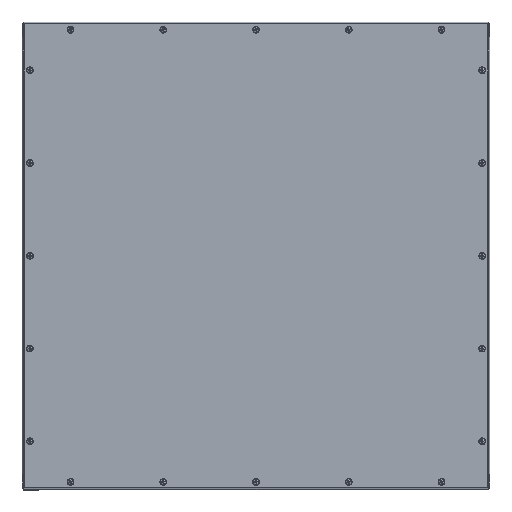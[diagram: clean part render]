
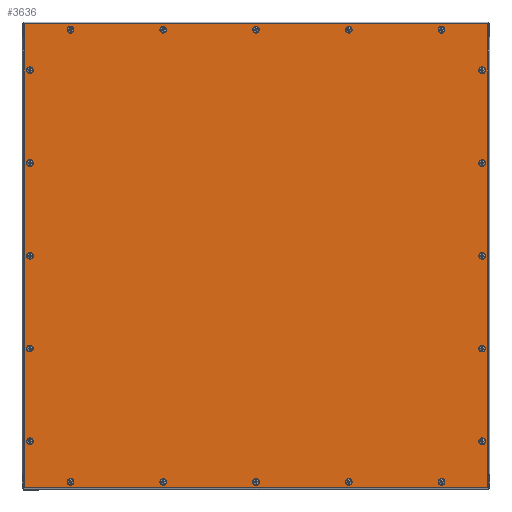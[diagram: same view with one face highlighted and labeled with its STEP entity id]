
A CAD part, top view. The second image highlights one B-rep face of the part: STEP entity #3636.
In plain terms, the highlighted planar face has unit normal (0, 0, 1).
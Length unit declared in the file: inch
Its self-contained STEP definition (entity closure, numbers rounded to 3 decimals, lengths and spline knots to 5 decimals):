
#429=LINE($,#5549,#657);
#433=LINE($,#5557,#661);
#436=LINE($,#5563,#664);
#439=LINE($,#5568,#667);
#657=VECTOR($,#4413,30.);
#661=VECTOR($,#4419,30.);
#664=VECTOR($,#4424,30.);
#667=VECTOR($,#4429,30.);
#890=PLANE($,#3891);
#1036=FACE_BOUND($,#1396,.T.);
#1037=FACE_BOUND($,#1397,.T.);
#1038=FACE_BOUND($,#1398,.T.);
#1039=FACE_BOUND($,#1399,.T.);
#1040=FACE_BOUND($,#1400,.T.);
#1041=FACE_BOUND($,#1401,.T.);
#1042=FACE_BOUND($,#1402,.T.);
#1043=FACE_BOUND($,#1403,.T.);
#1044=FACE_BOUND($,#1404,.T.);
#1045=FACE_BOUND($,#1405,.T.);
#1046=FACE_BOUND($,#1406,.T.);
#1047=FACE_BOUND($,#1407,.T.);
#1048=FACE_BOUND($,#1408,.T.);
#1049=FACE_BOUND($,#1409,.T.);
#1050=FACE_BOUND($,#1410,.T.);
#1051=FACE_BOUND($,#1411,.T.);
#1052=FACE_BOUND($,#1412,.T.);
#1053=FACE_BOUND($,#1413,.T.);
#1054=FACE_BOUND($,#1414,.T.);
#1055=FACE_BOUND($,#1415,.T.);
#1056=FACE_BOUND($,#1416,.T.);
#1396=EDGE_LOOP($,(#2647));
#1397=EDGE_LOOP($,(#2648));
#1398=EDGE_LOOP($,(#2649));
#1399=EDGE_LOOP($,(#2650));
#1400=EDGE_LOOP($,(#2651));
#1401=EDGE_LOOP($,(#2652));
#1402=EDGE_LOOP($,(#2653));
#1403=EDGE_LOOP($,(#2654));
#1404=EDGE_LOOP($,(#2655));
#1405=EDGE_LOOP($,(#2656));
#1406=EDGE_LOOP($,(#2657));
#1407=EDGE_LOOP($,(#2658));
#1408=EDGE_LOOP($,(#2659));
#1409=EDGE_LOOP($,(#2660));
#1410=EDGE_LOOP($,(#2661));
#1411=EDGE_LOOP($,(#2662));
#1412=EDGE_LOOP($,(#2663));
#1413=EDGE_LOOP($,(#2664));
#1414=EDGE_LOOP($,(#2665));
#1415=EDGE_LOOP($,(#2666));
#1416=EDGE_LOOP($,(#2667,#2668,#2669,#2670));
#1668=CIRCLE($,#3828,0.1405);
#1670=CIRCLE($,#3831,0.1405);
#1672=CIRCLE($,#3834,0.1405);
#1674=CIRCLE($,#3837,0.1405);
#1676=CIRCLE($,#3840,0.1405);
#1678=CIRCLE($,#3843,0.1405);
#1680=CIRCLE($,#3846,0.1405);
#1682=CIRCLE($,#3849,0.1405);
#1684=CIRCLE($,#3852,0.1405);
#1686=CIRCLE($,#3855,0.1405);
#1688=CIRCLE($,#3858,0.1405);
#1690=CIRCLE($,#3861,0.1405);
#1692=CIRCLE($,#3864,0.1405);
#1694=CIRCLE($,#3867,0.1405);
#1696=CIRCLE($,#3870,0.1405);
#1698=CIRCLE($,#3873,0.1405);
#1700=CIRCLE($,#3876,0.1405);
#1702=CIRCLE($,#3879,0.1405);
#1704=CIRCLE($,#3882,0.1405);
#1706=CIRCLE($,#3885,0.1405);
#1838=VERTEX_POINT($,#5449);
#1840=VERTEX_POINT($,#5454);
#1842=VERTEX_POINT($,#5459);
#1844=VERTEX_POINT($,#5464);
#1846=VERTEX_POINT($,#5469);
#1848=VERTEX_POINT($,#5474);
#1850=VERTEX_POINT($,#5479);
#1852=VERTEX_POINT($,#5484);
#1854=VERTEX_POINT($,#5489);
#1856=VERTEX_POINT($,#5494);
#1858=VERTEX_POINT($,#5499);
#1860=VERTEX_POINT($,#5504);
#1862=VERTEX_POINT($,#5509);
#1864=VERTEX_POINT($,#5514);
#1866=VERTEX_POINT($,#5519);
#1868=VERTEX_POINT($,#5524);
#1870=VERTEX_POINT($,#5529);
#1872=VERTEX_POINT($,#5534);
#1874=VERTEX_POINT($,#5539);
#1876=VERTEX_POINT($,#5544);
#1877=VERTEX_POINT($,#5547);
#1878=VERTEX_POINT($,#5548);
#1881=VERTEX_POINT($,#5556);
#1883=VERTEX_POINT($,#5562);
#2142=EDGE_CURVE($,#1838,#1838,#1668,.T.);
#2144=EDGE_CURVE($,#1840,#1840,#1670,.T.);
#2146=EDGE_CURVE($,#1842,#1842,#1672,.T.);
#2148=EDGE_CURVE($,#1844,#1844,#1674,.T.);
#2150=EDGE_CURVE($,#1846,#1846,#1676,.T.);
#2152=EDGE_CURVE($,#1848,#1848,#1678,.T.);
#2154=EDGE_CURVE($,#1850,#1850,#1680,.T.);
#2156=EDGE_CURVE($,#1852,#1852,#1682,.T.);
#2158=EDGE_CURVE($,#1854,#1854,#1684,.T.);
#2160=EDGE_CURVE($,#1856,#1856,#1686,.T.);
#2162=EDGE_CURVE($,#1858,#1858,#1688,.T.);
#2164=EDGE_CURVE($,#1860,#1860,#1690,.T.);
#2166=EDGE_CURVE($,#1862,#1862,#1692,.T.);
#2168=EDGE_CURVE($,#1864,#1864,#1694,.T.);
#2170=EDGE_CURVE($,#1866,#1866,#1696,.T.);
#2172=EDGE_CURVE($,#1868,#1868,#1698,.T.);
#2174=EDGE_CURVE($,#1870,#1870,#1700,.T.);
#2176=EDGE_CURVE($,#1872,#1872,#1702,.T.);
#2178=EDGE_CURVE($,#1874,#1874,#1704,.T.);
#2180=EDGE_CURVE($,#1876,#1876,#1706,.T.);
#2181=EDGE_CURVE($,#1877,#1878,#429,.T.);
#2185=EDGE_CURVE($,#1878,#1881,#433,.T.);
#2188=EDGE_CURVE($,#1881,#1883,#436,.T.);
#2191=EDGE_CURVE($,#1883,#1877,#439,.T.);
#2647=ORIENTED_EDGE($,*,*,#2142,.T.);
#2648=ORIENTED_EDGE($,*,*,#2144,.T.);
#2649=ORIENTED_EDGE($,*,*,#2146,.T.);
#2650=ORIENTED_EDGE($,*,*,#2148,.T.);
#2651=ORIENTED_EDGE($,*,*,#2150,.T.);
#2652=ORIENTED_EDGE($,*,*,#2152,.T.);
#2653=ORIENTED_EDGE($,*,*,#2154,.T.);
#2654=ORIENTED_EDGE($,*,*,#2156,.T.);
#2655=ORIENTED_EDGE($,*,*,#2158,.T.);
#2656=ORIENTED_EDGE($,*,*,#2160,.T.);
#2657=ORIENTED_EDGE($,*,*,#2162,.T.);
#2658=ORIENTED_EDGE($,*,*,#2164,.T.);
#2659=ORIENTED_EDGE($,*,*,#2166,.T.);
#2660=ORIENTED_EDGE($,*,*,#2168,.T.);
#2661=ORIENTED_EDGE($,*,*,#2170,.T.);
#2662=ORIENTED_EDGE($,*,*,#2172,.T.);
#2663=ORIENTED_EDGE($,*,*,#2174,.T.);
#2664=ORIENTED_EDGE($,*,*,#2176,.T.);
#2665=ORIENTED_EDGE($,*,*,#2178,.T.);
#2666=ORIENTED_EDGE($,*,*,#2180,.T.);
#2667=ORIENTED_EDGE($,*,*,#2181,.F.);
#2668=ORIENTED_EDGE($,*,*,#2191,.F.);
#2669=ORIENTED_EDGE($,*,*,#2188,.F.);
#2670=ORIENTED_EDGE($,*,*,#2185,.F.);
#3636=ADVANCED_FACE($,(#1036,#1037,#1038,#1039,#1040,#1041,#1042,#1043,
#1044,#1045,#1046,#1047,#1048,#1049,#1050,#1051,#1052,#1053,#1054,#1055,
#1056),#890,.T.);
#3828=AXIS2_PLACEMENT_3D($,#5450,#4295,#4296);
#3831=AXIS2_PLACEMENT_3D($,#5455,#4301,#4302);
#3834=AXIS2_PLACEMENT_3D($,#5460,#4307,#4308);
#3837=AXIS2_PLACEMENT_3D($,#5465,#4313,#4314);
#3840=AXIS2_PLACEMENT_3D($,#5470,#4319,#4320);
#3843=AXIS2_PLACEMENT_3D($,#5475,#4325,#4326);
#3846=AXIS2_PLACEMENT_3D($,#5480,#4331,#4332);
#3849=AXIS2_PLACEMENT_3D($,#5485,#4337,#4338);
#3852=AXIS2_PLACEMENT_3D($,#5490,#4343,#4344);
#3855=AXIS2_PLACEMENT_3D($,#5495,#4349,#4350);
#3858=AXIS2_PLACEMENT_3D($,#5500,#4355,#4356);
#3861=AXIS2_PLACEMENT_3D($,#5505,#4361,#4362);
#3864=AXIS2_PLACEMENT_3D($,#5510,#4367,#4368);
#3867=AXIS2_PLACEMENT_3D($,#5515,#4373,#4374);
#3870=AXIS2_PLACEMENT_3D($,#5520,#4379,#4380);
#3873=AXIS2_PLACEMENT_3D($,#5525,#4385,#4386);
#3876=AXIS2_PLACEMENT_3D($,#5530,#4391,#4392);
#3879=AXIS2_PLACEMENT_3D($,#5535,#4397,#4398);
#3882=AXIS2_PLACEMENT_3D($,#5540,#4403,#4404);
#3885=AXIS2_PLACEMENT_3D($,#5545,#4409,#4410);
#3891=AXIS2_PLACEMENT_3D($,#5571,#4433,#4434);
#4295=DIRECTION('center_axis',(0.,0.,-1.));
#4296=DIRECTION('ref_axis',(-1.,0.,0.));
#4301=DIRECTION('center_axis',(0.,0.,-1.));
#4302=DIRECTION('ref_axis',(-1.,0.,0.));
#4307=DIRECTION('center_axis',(0.,0.,-1.));
#4308=DIRECTION('ref_axis',(-1.,0.,0.));
#4313=DIRECTION('center_axis',(0.,0.,-1.));
#4314=DIRECTION('ref_axis',(-1.,0.,0.));
#4319=DIRECTION('center_axis',(0.,0.,-1.));
#4320=DIRECTION('ref_axis',(-1.,0.,0.));
#4325=DIRECTION('center_axis',(0.,0.,-1.));
#4326=DIRECTION('ref_axis',(-1.,0.,0.));
#4331=DIRECTION('center_axis',(0.,0.,-1.));
#4332=DIRECTION('ref_axis',(-1.,0.,0.));
#4337=DIRECTION('center_axis',(0.,0.,-1.));
#4338=DIRECTION('ref_axis',(-1.,0.,0.));
#4343=DIRECTION('center_axis',(0.,0.,-1.));
#4344=DIRECTION('ref_axis',(-1.,0.,0.));
#4349=DIRECTION('center_axis',(0.,0.,-1.));
#4350=DIRECTION('ref_axis',(-1.,0.,0.));
#4355=DIRECTION('center_axis',(0.,0.,-1.));
#4356=DIRECTION('ref_axis',(-1.,0.,0.));
#4361=DIRECTION('center_axis',(0.,0.,-1.));
#4362=DIRECTION('ref_axis',(-1.,0.,0.));
#4367=DIRECTION('center_axis',(0.,0.,-1.));
#4368=DIRECTION('ref_axis',(-1.,0.,0.));
#4373=DIRECTION('center_axis',(0.,0.,-1.));
#4374=DIRECTION('ref_axis',(-1.,0.,0.));
#4379=DIRECTION('center_axis',(0.,0.,-1.));
#4380=DIRECTION('ref_axis',(-1.,0.,0.));
#4385=DIRECTION('center_axis',(0.,0.,-1.));
#4386=DIRECTION('ref_axis',(-1.,0.,0.));
#4391=DIRECTION('center_axis',(0.,0.,-1.));
#4392=DIRECTION('ref_axis',(-1.,0.,0.));
#4397=DIRECTION('center_axis',(0.,0.,-1.));
#4398=DIRECTION('ref_axis',(-1.,0.,0.));
#4403=DIRECTION('center_axis',(0.,0.,-1.));
#4404=DIRECTION('ref_axis',(-1.,0.,0.));
#4409=DIRECTION('center_axis',(0.,0.,-1.));
#4410=DIRECTION('ref_axis',(-1.,0.,0.));
#4413=DIRECTION($,(0.,1.,0.));
#4419=DIRECTION($,(1.,0.,0.));
#4424=DIRECTION($,(0.,-1.,0.));
#4429=DIRECTION($,(-1.,0.,0.));
#4433=DIRECTION('center_axis',(0.,0.,1.));
#4434=DIRECTION('ref_axis',(1.,0.,0.));
#5449=CARTESIAN_POINT('',(27.1405,29.625,0.09375));
#5450=CARTESIAN_POINT('Origin',(27.,29.625,0.09375));
#5454=CARTESIAN_POINT('',(27.1405,0.375,0.09375));
#5455=CARTESIAN_POINT('Origin',(27.,0.375,0.09375));
#5459=CARTESIAN_POINT('',(21.1405,29.625,0.09375));
#5460=CARTESIAN_POINT('Origin',(21.,29.625,0.09375));
#5464=CARTESIAN_POINT('',(21.1405,0.375,0.09375));
#5465=CARTESIAN_POINT('Origin',(21.,0.375,0.09375));
#5469=CARTESIAN_POINT('',(15.1405,29.625,0.09375));
#5470=CARTESIAN_POINT('Origin',(15.,29.625,0.09375));
#5474=CARTESIAN_POINT('',(15.1405,0.375,0.09375));
#5475=CARTESIAN_POINT('Origin',(15.,0.375,0.09375));
#5479=CARTESIAN_POINT('',(9.1405,29.625,0.09375));
#5480=CARTESIAN_POINT('Origin',(9.,29.625,0.09375));
#5484=CARTESIAN_POINT('',(9.1405,0.375,0.09375));
#5485=CARTESIAN_POINT('Origin',(9.,0.375,0.09375));
#5489=CARTESIAN_POINT('',(29.7652,27.,0.09375));
#5490=CARTESIAN_POINT('Origin',(29.6247,27.,0.09375));
#5494=CARTESIAN_POINT('',(0.5155,27.,0.09375));
#5495=CARTESIAN_POINT('Origin',(0.375,27.,0.09375));
#5499=CARTESIAN_POINT('',(29.7652,21.,0.09375));
#5500=CARTESIAN_POINT('Origin',(29.6247,21.,0.09375));
#5504=CARTESIAN_POINT('',(0.5155,21.,0.09375));
#5505=CARTESIAN_POINT('Origin',(0.375,21.,0.09375));
#5509=CARTESIAN_POINT('',(29.7652,15.,0.09375));
#5510=CARTESIAN_POINT('Origin',(29.6247,15.,0.09375));
#5514=CARTESIAN_POINT('',(0.5155,15.,0.09375));
#5515=CARTESIAN_POINT('Origin',(0.375,15.,0.09375));
#5519=CARTESIAN_POINT('',(29.7652,9.,0.09375));
#5520=CARTESIAN_POINT('Origin',(29.6247,9.,0.09375));
#5524=CARTESIAN_POINT('',(0.5155,9.,0.09375));
#5525=CARTESIAN_POINT('Origin',(0.375,9.,0.09375));
#5529=CARTESIAN_POINT('',(3.1405,29.625,0.09375));
#5530=CARTESIAN_POINT('Origin',(3.,29.625,0.09375));
#5534=CARTESIAN_POINT('',(3.1405,0.375,0.09375));
#5535=CARTESIAN_POINT('Origin',(3.,0.375,0.09375));
#5539=CARTESIAN_POINT('',(29.7652,3.,0.09375));
#5540=CARTESIAN_POINT('Origin',(29.6247,3.,0.09375));
#5544=CARTESIAN_POINT('',(0.5155,3.,0.09375));
#5545=CARTESIAN_POINT('Origin',(0.375,3.,0.09375));
#5547=CARTESIAN_POINT('',(0.,0.,0.09375));
#5548=CARTESIAN_POINT('',(0.,30.,0.09375));
#5549=CARTESIAN_POINT($,(0.,30.,0.09375));
#5556=CARTESIAN_POINT('',(30.,30.,0.09375));
#5557=CARTESIAN_POINT($,(30.,30.,0.09375));
#5562=CARTESIAN_POINT('',(30.,0.,0.09375));
#5563=CARTESIAN_POINT($,(30.,0.,0.09375));
#5568=CARTESIAN_POINT($,(0.,0.,0.09375));
#5571=CARTESIAN_POINT('Origin',(15.,15.,0.09375));
